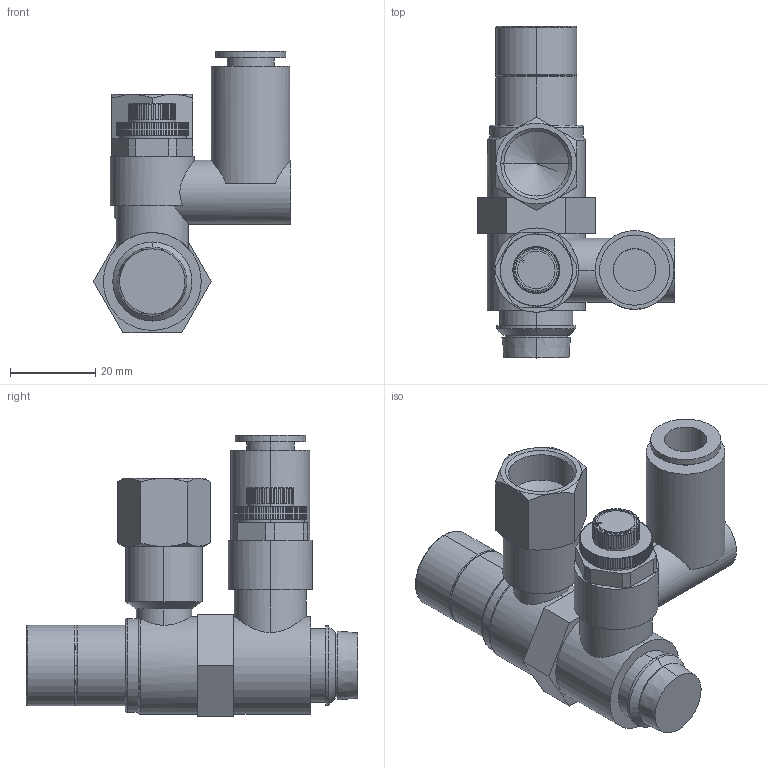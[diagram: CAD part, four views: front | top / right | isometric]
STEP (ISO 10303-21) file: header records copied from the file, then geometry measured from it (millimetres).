
FILE_DESCRIPTION (( 'STEP AP214' ), '1' );
FILE_NAME ('ASP530F-U03-10-X352.STEP', '2015-12-04T08:11:17', ( 'SONIC' ), ( 'UNITCOM PC' ), 'SwSTEP 2.0', 'SolidWorks 2015', '' );
FILE_SCHEMA (( 'AUTOMOTIVE_DESIGN' ));
Length unit declared in the file: millimetre
Products named in the file (1): ASP530F-U03-10-X352
Bounding box: 46.36 x 78 x 66.08 mm (x, y, z)
Volume: 51143.7 mm3; surface area: 14823.7 mm2
Topology: 1 solids, 1 shells, 518 faces, 1467 edges, 969 vertices
Faces by surface type: plane 308, cylinder 177, cone 20, torus 13
Entity records: 20856 total; most frequent: CARTESIAN_POINT 3465, DIRECTION 2981, ORIENTED_EDGE 2930, EDGE_CURVE 1465, AXIS2_PLACEMENT_3D 1037, VERTEX_POINT 969, LINE 907, VECTOR 907
